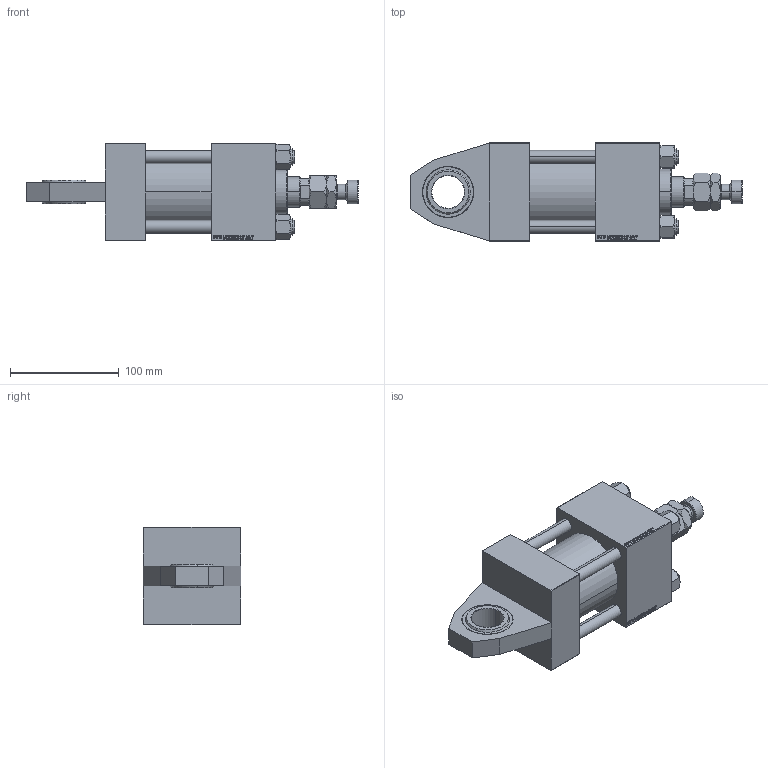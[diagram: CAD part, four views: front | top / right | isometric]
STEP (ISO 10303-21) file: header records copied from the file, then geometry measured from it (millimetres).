
FILE_DESCRIPTION (( 'STEP AP203' ), '1' );
FILE_NAME ('9ff0.STEP', '2022-04-16T13:43:15', ( '' ), ( '' ), 'SwSTEP 2.0', 'SolidWorks 2019', '' );
FILE_SCHEMA (( 'CONFIG_CONTROL_DESIGN' ));
Length unit declared in the file: millimetre
Products named in the file (8): 9ff0; V215CR_J_Body 1fa2c040057da90e660004c717b65457; V215CR_J_VNITRNI_KROUZEK 1fa2c040057da90e660004c717b65457; V215_VC_A 1fa2c040057da90e660004c717b65457; NUT_M5_J 1fa2c040057da90e660004c717b65457; V215CR_VCP_J 1fa2c040057da90e660004c717b65457; V215CR_TYCINKA_J 1fa2c040057da90e660004c717b65457; MFA 1fa2c040057da90e660004c717b65457
Assembly tree (13 placements, depth 2):
  9ff0
    V215CR_J_Body 1fa2c040057da90e660004c717b65457
    V215CR_J_VNITRNI_KROUZEK 1fa2c040057da90e660004c717b65457
    V215CR_VCP_J 1fa2c040057da90e660004c717b65457
    V215CR_TYCINKA_J 1fa2c040057da90e660004c717b65457  x4
    NUT_M5_J 1fa2c040057da90e660004c717b65457  x4
    V215_VC_A 1fa2c040057da90e660004c717b65457
    MFA 1fa2c040057da90e660004c717b65457
Bounding box: 305 x 90 x 90 mm (x, y, z)
Volume: 1055751.9 mm3; surface area: 205573 mm2
Topology: 13 solids, 13 shells, 1197 faces, 2974 edges, 1917 vertices
Faces by surface type: plane 532, bspline 392, cone 156, cylinder 93, torus 24
Entity records: 51951 total; most frequent: CARTESIAN_POINT 27662, ORIENTED_EDGE 5440, DIRECTION 3518, EDGE_CURVE 2720, VERTEX_POINT 1773, VECTOR 1578, LINE 1578, EDGE_LOOP 1207
